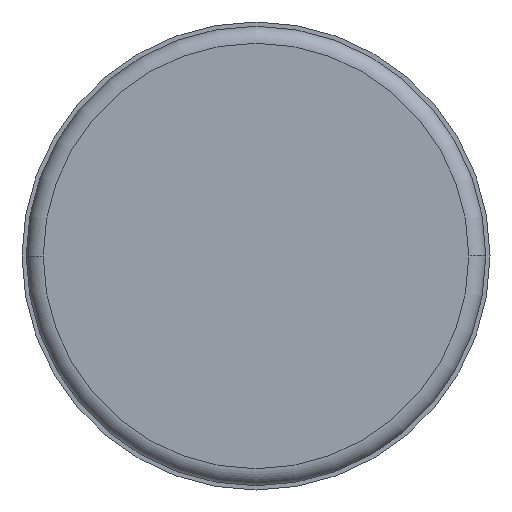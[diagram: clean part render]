
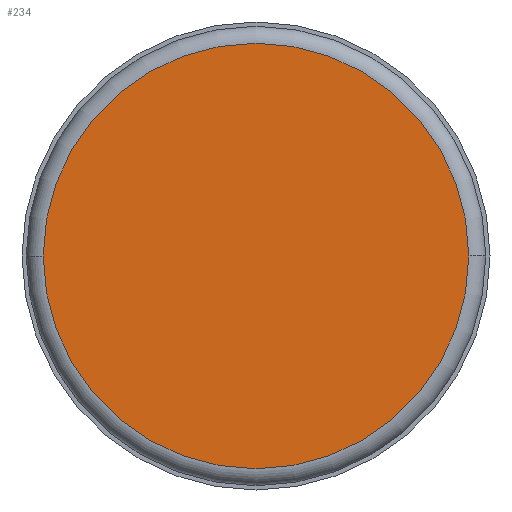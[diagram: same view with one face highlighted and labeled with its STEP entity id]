
A CAD part, front view. The second image highlights one B-rep face of the part: STEP entity #234.
In plain terms, the highlighted planar face has unit normal (0, -1, 0).
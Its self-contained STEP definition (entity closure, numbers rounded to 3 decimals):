
#5 = VERTEX_POINT ( 'NONE', #683 ) ;
#55 = DIRECTION ( 'NONE',  ( -1., 0., 0. ) ) ;
#62 = CARTESIAN_POINT ( 'NONE',  ( 0., 0., 0. ) ) ;
#130 = AXIS2_PLACEMENT_3D ( 'NONE', #590, #437, #171 ) ;
#162 = FACE_OUTER_BOUND ( 'NONE', #283, .T. ) ;
#165 = EDGE_CURVE ( 'NONE', #5, #542, #388, .T. ) ;
#171 = DIRECTION ( 'NONE',  ( -1., 0., 0. ) ) ;
#234 = ADVANCED_FACE ( 'NONE', ( #162 ), #595, .F. ) ;
#246 = AXIS2_PLACEMENT_3D ( 'NONE', #62, #319, #370 ) ;
#283 = EDGE_LOOP ( 'NONE', ( #505, #286 ) ) ;
#286 = ORIENTED_EDGE ( 'NONE', *, *, #523, .T. ) ;
#319 = DIRECTION ( 'NONE',  ( 0., -1., 0. ) ) ;
#323 = CARTESIAN_POINT ( 'NONE',  ( 25., 0., 0. ) ) ;
#325 = CARTESIAN_POINT ( 'NONE',  ( 0., 0., 0. ) ) ;
#370 = DIRECTION ( 'NONE',  ( -1., 0., 0. ) ) ;
#388 = CIRCLE ( 'NONE', #130, 25. ) ;
#399 = CIRCLE ( 'NONE', #246, 25. ) ;
#437 = DIRECTION ( 'NONE',  ( 0., -1., 0. ) ) ;
#480 = AXIS2_PLACEMENT_3D ( 'NONE', #325, #544, #55 ) ;
#505 = ORIENTED_EDGE ( 'NONE', *, *, #165, .T. ) ;
#523 = EDGE_CURVE ( 'NONE', #542, #5, #399, .T. ) ;
#542 = VERTEX_POINT ( 'NONE', #323 ) ;
#544 = DIRECTION ( 'NONE',  ( 0., 1., 0. ) ) ;
#590 = CARTESIAN_POINT ( 'NONE',  ( 0., 0., 0. ) ) ;
#595 = PLANE ( 'NONE',  #480 ) ;
#683 = CARTESIAN_POINT ( 'NONE',  ( -25., 0., 0. ) ) ;
